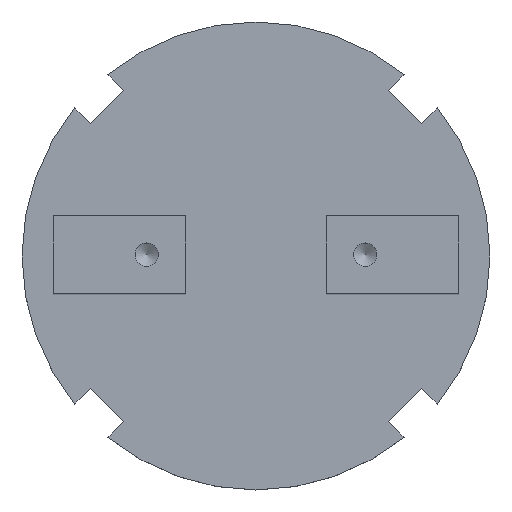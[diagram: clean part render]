
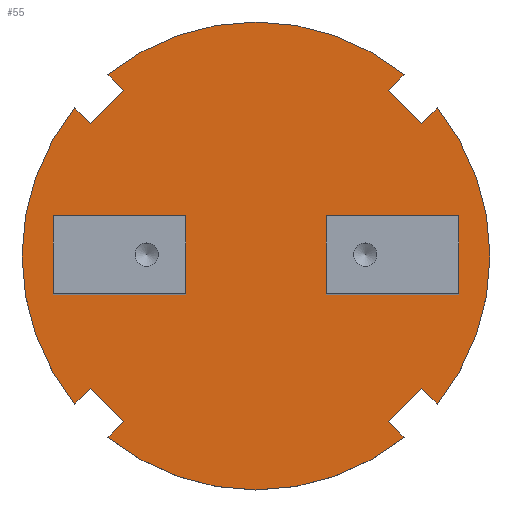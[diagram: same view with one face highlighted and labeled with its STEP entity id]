
A CAD part, top view. The second image highlights one B-rep face of the part: STEP entity #55.
In plain terms, the highlighted planar face has unit normal (0, 0, 1).
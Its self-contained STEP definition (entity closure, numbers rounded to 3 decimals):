
#55=ADVANCED_FACE('',(#345,#347,#349),#351,.T.);
#345=FACE_BOUND('',#346,.T.);
#346=EDGE_LOOP('',(#635,#636,#637,#638,#639,#640,#641,#642,#643,#644,#645,#646,#647,
#648,#649,#650));
#347=FACE_BOUND('',#348,.T.);
#348=EDGE_LOOP('',(#651,#652,#653,#654));
#349=FACE_BOUND('',#350,.T.);
#350=EDGE_LOOP('',(#655,#656,#657,#658));
#351=PLANE('',#352);
#352=AXIS2_PLACEMENT_3D('',#353,#354,#355);
#353=CARTESIAN_POINT('',(0.,0.,3.));
#354=DIRECTION('',(0.,0.,1.));
#355=DIRECTION('',(-1.,0.,0.));
#635=ORIENTED_EDGE('',*,*,#833,.T.);
#636=ORIENTED_EDGE('',*,*,#834,.T.);
#637=ORIENTED_EDGE('',*,*,#835,.T.);
#638=ORIENTED_EDGE('',*,*,#836,.T.);
#639=ORIENTED_EDGE('',*,*,#837,.T.);
#640=ORIENTED_EDGE('',*,*,#838,.T.);
#641=ORIENTED_EDGE('',*,*,#839,.T.);
#642=ORIENTED_EDGE('',*,*,#840,.T.);
#643=ORIENTED_EDGE('',*,*,#841,.T.);
#644=ORIENTED_EDGE('',*,*,#842,.T.);
#645=ORIENTED_EDGE('',*,*,#843,.T.);
#646=ORIENTED_EDGE('',*,*,#844,.T.);
#647=ORIENTED_EDGE('',*,*,#845,.T.);
#648=ORIENTED_EDGE('',*,*,#846,.T.);
#649=ORIENTED_EDGE('',*,*,#847,.T.);
#650=ORIENTED_EDGE('',*,*,#848,.T.);
#651=ORIENTED_EDGE('',*,*,#849,.F.);
#652=ORIENTED_EDGE('',*,*,#850,.F.);
#653=ORIENTED_EDGE('',*,*,#851,.F.);
#654=ORIENTED_EDGE('',*,*,#852,.F.);
#655=ORIENTED_EDGE('',*,*,#853,.F.);
#656=ORIENTED_EDGE('',*,*,#854,.F.);
#657=ORIENTED_EDGE('',*,*,#855,.F.);
#658=ORIENTED_EDGE('',*,*,#856,.F.);
#833=EDGE_CURVE('',#917,#918,#919,.F.);
#834=EDGE_CURVE('',#918,#920,#921,.T.);
#835=EDGE_CURVE('',#920,#922,#923,.F.);
#836=EDGE_CURVE('',#922,#924,#925,.F.);
#837=EDGE_CURVE('',#924,#926,#927,.F.);
#838=EDGE_CURVE('',#926,#928,#929,.T.);
#839=EDGE_CURVE('',#928,#930,#931,.F.);
#840=EDGE_CURVE('',#930,#932,#933,.F.);
#841=EDGE_CURVE('',#932,#934,#935,.F.);
#842=EDGE_CURVE('',#934,#936,#937,.T.);
#843=EDGE_CURVE('',#936,#938,#939,.F.);
#844=EDGE_CURVE('',#938,#940,#941,.F.);
#845=EDGE_CURVE('',#940,#942,#943,.F.);
#846=EDGE_CURVE('',#942,#944,#945,.T.);
#847=EDGE_CURVE('',#944,#946,#947,.F.);
#848=EDGE_CURVE('',#946,#917,#948,.F.);
#849=EDGE_CURVE('',#949,#950,#951,.T.);
#850=EDGE_CURVE('',#952,#949,#953,.F.);
#851=EDGE_CURVE('',#954,#952,#955,.T.);
#852=EDGE_CURVE('',#950,#954,#956,.T.);
#853=EDGE_CURVE('',#957,#958,#959,.T.);
#854=EDGE_CURVE('',#960,#957,#961,.T.);
#855=EDGE_CURVE('',#962,#960,#963,.T.);
#856=EDGE_CURVE('',#958,#962,#964,.F.);
#917=VERTEX_POINT('',#1049);
#918=VERTEX_POINT('',#1050);
#919=LINE('',#1051,#1052);
#920=VERTEX_POINT('',#1054);
#921=CIRCLE('',#1055,30.);
#922=VERTEX_POINT('',#1059);
#923=LINE('',#1060,#1061);
#924=VERTEX_POINT('',#1063);
#925=LINE('',#1064,#1065);
#926=VERTEX_POINT('',#1067);
#927=LINE('',#1068,#1069);
#928=VERTEX_POINT('',#1071);
#929=CIRCLE('',#1072,30.);
#930=VERTEX_POINT('',#1076);
#931=LINE('',#1077,#1078);
#932=VERTEX_POINT('',#1080);
#933=LINE('',#1081,#1082);
#934=VERTEX_POINT('',#1084);
#935=LINE('',#1085,#1086);
#936=VERTEX_POINT('',#1088);
#937=CIRCLE('',#1089,30.);
#938=VERTEX_POINT('',#1093);
#939=LINE('',#1094,#1095);
#940=VERTEX_POINT('',#1097);
#941=LINE('',#1098,#1099);
#942=VERTEX_POINT('',#1101);
#943=LINE('',#1102,#1103);
#944=VERTEX_POINT('',#1105);
#945=CIRCLE('',#1106,30.);
#946=VERTEX_POINT('',#1110);
#947=LINE('',#1111,#1112);
#948=LINE('',#1114,#1115);
#949=VERTEX_POINT('',#1117);
#950=VERTEX_POINT('',#1118);
#951=LINE('',#1119,#1120);
#952=VERTEX_POINT('',#1122);
#953=LINE('',#1123,#1124);
#954=VERTEX_POINT('',#1126);
#955=LINE('',#1127,#1128);
#956=LINE('',#1130,#1131);
#957=VERTEX_POINT('',#1133);
#958=VERTEX_POINT('',#1134);
#959=LINE('',#1135,#1136);
#960=VERTEX_POINT('',#1138);
#961=LINE('',#1139,#1140);
#962=VERTEX_POINT('',#1142);
#963=LINE('',#1143,#1144);
#964=LINE('',#1146,#1147);
#1049=CARTESIAN_POINT('',(16.971,21.213,3.));
#1050=CARTESIAN_POINT('',(18.986,23.228,3.));
#1051=CARTESIAN_POINT('',(18.986,23.228,3.));
#1052=VECTOR('',#1053,1.);
#1053=DIRECTION('',(-0.707,-0.707,0.));
#1054=CARTESIAN_POINT('',(-18.986,23.228,3.));
#1055=AXIS2_PLACEMENT_3D('',#1056,#1057,#1058);
#1056=CARTESIAN_POINT('',(0.,0.,3.));
#1057=DIRECTION('',(0.,0.,1.));
#1058=DIRECTION('',(0.633,0.774,0.));
#1059=CARTESIAN_POINT('',(-16.971,21.213,3.));
#1060=CARTESIAN_POINT('',(-16.971,21.213,3.));
#1061=VECTOR('',#1062,1.);
#1062=DIRECTION('',(-0.707,0.707,0.));
#1063=CARTESIAN_POINT('',(-21.213,16.971,3.));
#1064=CARTESIAN_POINT('',(-21.213,16.971,3.));
#1065=VECTOR('',#1066,1.);
#1066=DIRECTION('',(0.707,0.707,0.));
#1067=CARTESIAN_POINT('',(-23.228,18.986,3.));
#1068=CARTESIAN_POINT('',(-23.228,18.986,3.));
#1069=VECTOR('',#1070,1.);
#1070=DIRECTION('',(0.707,-0.707,0.));
#1071=CARTESIAN_POINT('',(-23.228,-18.986,3.));
#1072=AXIS2_PLACEMENT_3D('',#1073,#1074,#1075);
#1073=CARTESIAN_POINT('',(0.,0.,3.));
#1074=DIRECTION('',(0.,0.,1.));
#1075=DIRECTION('',(-0.774,0.633,0.));
#1076=CARTESIAN_POINT('',(-21.213,-16.971,3.));
#1077=CARTESIAN_POINT('',(-21.213,-16.971,3.));
#1078=VECTOR('',#1079,1.);
#1079=DIRECTION('',(-0.707,-0.707,0.));
#1080=CARTESIAN_POINT('',(-16.971,-21.213,3.));
#1081=CARTESIAN_POINT('',(-16.971,-21.213,3.));
#1082=VECTOR('',#1083,1.);
#1083=DIRECTION('',(-0.707,0.707,0.));
#1084=CARTESIAN_POINT('',(-18.986,-23.228,3.));
#1085=CARTESIAN_POINT('',(-18.986,-23.228,3.));
#1086=VECTOR('',#1087,1.);
#1087=DIRECTION('',(0.707,0.707,0.));
#1088=CARTESIAN_POINT('',(18.986,-23.228,3.));
#1089=AXIS2_PLACEMENT_3D('',#1090,#1091,#1092);
#1090=CARTESIAN_POINT('',(0.,0.,3.));
#1091=DIRECTION('',(0.,0.,1.));
#1092=DIRECTION('',(-0.633,-0.774,0.));
#1093=CARTESIAN_POINT('',(16.971,-21.213,3.));
#1094=CARTESIAN_POINT('',(16.971,-21.213,3.));
#1095=VECTOR('',#1096,1.);
#1096=DIRECTION('',(0.707,-0.707,0.));
#1097=CARTESIAN_POINT('',(21.213,-16.971,3.));
#1098=CARTESIAN_POINT('',(21.213,-16.971,3.));
#1099=VECTOR('',#1100,1.);
#1100=DIRECTION('',(-0.707,-0.707,0.));
#1101=CARTESIAN_POINT('',(23.228,-18.986,3.));
#1102=CARTESIAN_POINT('',(23.228,-18.986,3.));
#1103=VECTOR('',#1104,1.);
#1104=DIRECTION('',(-0.707,0.707,0.));
#1105=CARTESIAN_POINT('',(23.228,18.986,3.));
#1106=AXIS2_PLACEMENT_3D('',#1107,#1108,#1109);
#1107=CARTESIAN_POINT('',(0.,0.,3.));
#1108=DIRECTION('',(0.,0.,1.));
#1109=DIRECTION('',(0.774,-0.633,0.));
#1110=CARTESIAN_POINT('',(21.213,16.971,3.));
#1111=CARTESIAN_POINT('',(21.213,16.971,3.));
#1112=VECTOR('',#1113,1.);
#1113=DIRECTION('',(0.707,0.707,0.));
#1114=CARTESIAN_POINT('',(16.971,21.213,3.));
#1115=VECTOR('',#1116,1.);
#1116=DIRECTION('',(0.707,-0.707,0.));
#1117=CARTESIAN_POINT('',(9.,-5.,3.));
#1118=CARTESIAN_POINT('',(26.,-5.,3.));
#1119=CARTESIAN_POINT('',(9.,-5.,3.));
#1120=VECTOR('',#1121,1.);
#1121=DIRECTION('',(1.,0.,0.));
#1122=CARTESIAN_POINT('',(9.,5.,3.));
#1123=CARTESIAN_POINT('',(9.,-5.,3.));
#1124=VECTOR('',#1125,1.);
#1125=DIRECTION('',(0.,1.,0.));
#1126=CARTESIAN_POINT('',(26.,5.,3.));
#1127=CARTESIAN_POINT('',(26.,5.,3.));
#1128=VECTOR('',#1129,1.);
#1129=DIRECTION('',(-1.,0.,0.));
#1130=CARTESIAN_POINT('',(26.,-5.,3.));
#1131=VECTOR('',#1132,1.);
#1132=DIRECTION('',(0.,1.,0.));
#1133=CARTESIAN_POINT('',(-26.,-5.,3.));
#1134=CARTESIAN_POINT('',(-9.,-5.,3.));
#1135=CARTESIAN_POINT('',(-26.,-5.,3.));
#1136=VECTOR('',#1137,1.);
#1137=DIRECTION('',(1.,0.,0.));
#1138=CARTESIAN_POINT('',(-26.,5.,3.));
#1139=CARTESIAN_POINT('',(-26.,5.,3.));
#1140=VECTOR('',#1141,1.);
#1141=DIRECTION('',(0.,-1.,0.));
#1142=CARTESIAN_POINT('',(-9.,5.,3.));
#1143=CARTESIAN_POINT('',(-9.,5.,3.));
#1144=VECTOR('',#1145,1.);
#1145=DIRECTION('',(-1.,0.,0.));
#1146=CARTESIAN_POINT('',(-9.,5.,3.));
#1147=VECTOR('',#1148,1.);
#1148=DIRECTION('',(0.,-1.,0.));
